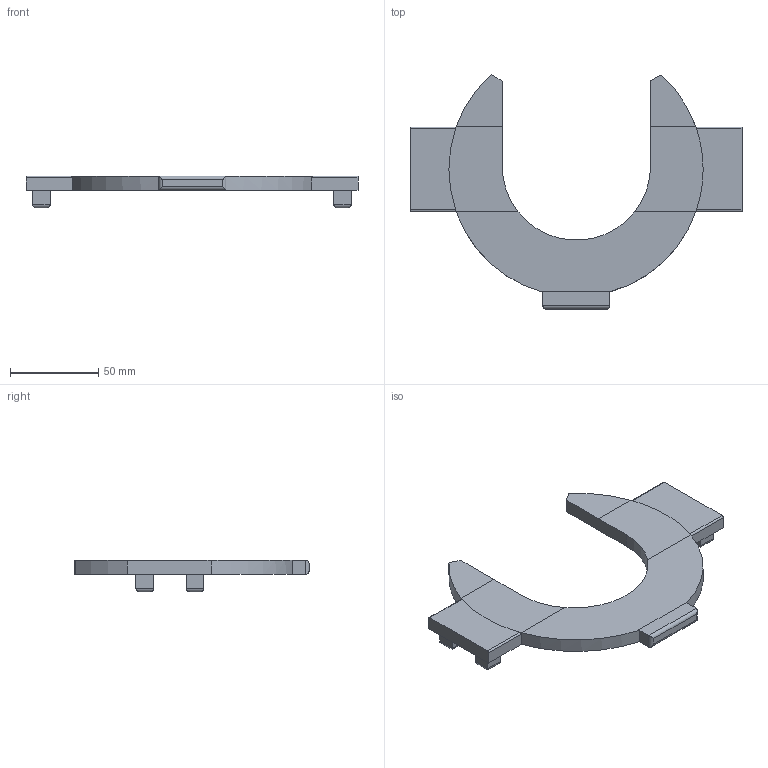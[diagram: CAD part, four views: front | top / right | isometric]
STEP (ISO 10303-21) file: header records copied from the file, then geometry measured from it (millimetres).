
FILE_DESCRIPTION(('FreeCAD Model'),'2;1');
FILE_NAME('Open CASCADE Shape Model','2024-06-02T19:11:14',('Author'),( ''),'Open CASCADE STEP processor 7.6','FreeCAD','Unknown');
FILE_SCHEMA(('AUTOMOTIVE_DESIGN { 1 0 10303 214 1 1 1 1 }'));
Length unit declared in the file: millimetre
Products named in the file (1): c-smoothed with tabs
Bounding box: 188 x 132.57 x 18 mm (x, y, z)
Volume: 87633.1 mm3; surface area: 27974.9 mm2
Topology: 1 solids, 1 shells, 86 faces, 206 edges, 126 vertices
Faces by surface type: plane 50, cylinder 30, bspline 6
Entity records: 2594 total; most frequent: CARTESIAN_POINT 603, ORIENTED_EDGE 412, DIRECTION 404, EDGE_CURVE 206, AXIS2_PLACEMENT_3D 135, LINE 134, VECTOR 134, VERTEX_POINT 126
